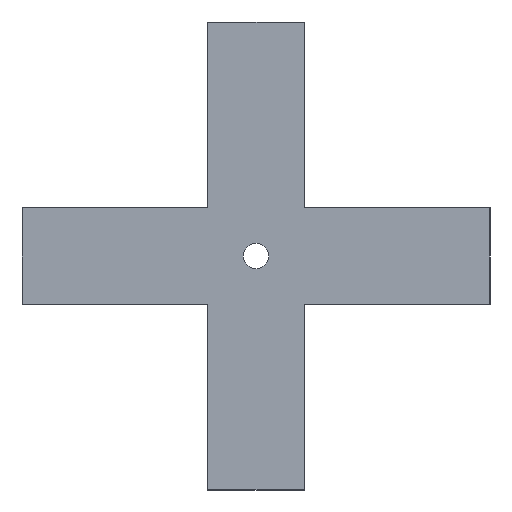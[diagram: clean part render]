
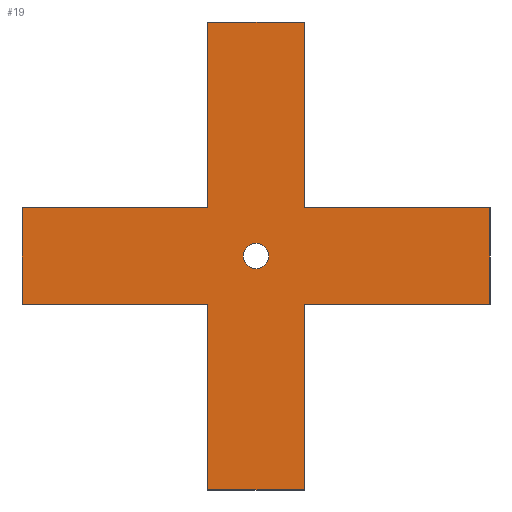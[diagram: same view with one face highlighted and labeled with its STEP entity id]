
A CAD part, front view. The second image highlights one B-rep face of the part: STEP entity #19.
In plain terms, the highlighted planar face has unit normal (0, -1, 0).
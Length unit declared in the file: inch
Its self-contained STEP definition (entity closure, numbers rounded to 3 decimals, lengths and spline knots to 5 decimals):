
#6 = CARTESIAN_POINT ( 'NONE',  ( -0.35, 0., 0.35 ) ) ;
#8 = AXIS2_PLACEMENT_3D ( 'NONE', #541, #94, #222 ) ;
#16 = FACE_OUTER_BOUND ( 'NONE', #459, .T. ) ;
#17 = EDGE_CURVE ( 'NONE', #456, #431, #147, .T. ) ;
#19 = ADVANCED_FACE ( 'NONE', ( #85, #16 ), #287, .F. ) ;
#24 = EDGE_CURVE ( 'NONE', #152, #456, #154, .T. ) ;
#35 = CIRCLE ( 'NONE', #137, 0.092 ) ;
#38 = ORIENTED_EDGE ( 'NONE', *, *, #609, .F. ) ;
#41 = CARTESIAN_POINT ( 'NONE',  ( -0.35, 0., 1.7 ) ) ;
#43 = VERTEX_POINT ( 'NONE', #483 ) ;
#46 = LINE ( 'NONE', #840, #737 ) ;
#60 = DIRECTION ( 'NONE',  ( 0., 0., 1. ) ) ;
#64 = LINE ( 'NONE', #331, #284 ) ;
#81 = LINE ( 'NONE', #217, #593 ) ;
#85 = FACE_BOUND ( 'NONE', #450, .T. ) ;
#87 = ORIENTED_EDGE ( 'NONE', *, *, #387, .T. ) ;
#94 = DIRECTION ( 'NONE',  ( 0., 1., 0. ) ) ;
#99 = LINE ( 'NONE', #153, #602 ) ;
#113 = LINE ( 'NONE', #243, #159 ) ;
#122 = DIRECTION ( 'NONE',  ( 0., 0., 1. ) ) ;
#127 = VERTEX_POINT ( 'NONE', #168 ) ;
#129 = CARTESIAN_POINT ( 'NONE',  ( -0.35, 0., 0. ) ) ;
#137 = AXIS2_PLACEMENT_3D ( 'NONE', #594, #214, #477 ) ;
#138 = DIRECTION ( 'NONE',  ( 1., 0., 0. ) ) ;
#144 = ORIENTED_EDGE ( 'NONE', *, *, #804, .F. ) ;
#147 = LINE ( 'NONE', #666, #273 ) ;
#152 = VERTEX_POINT ( 'NONE', #775 ) ;
#153 = CARTESIAN_POINT ( 'NONE',  ( 1.7, 0., 0. ) ) ;
#154 = LINE ( 'NONE', #412, #389 ) ;
#159 = VECTOR ( 'NONE', #731, 39.37008 ) ;
#166 = ORIENTED_EDGE ( 'NONE', *, *, #465, .T. ) ;
#168 = CARTESIAN_POINT ( 'NONE',  ( 0., 0., 0.092 ) ) ;
#173 = CARTESIAN_POINT ( 'NONE',  ( 0., 0., -0.35 ) ) ;
#188 = CARTESIAN_POINT ( 'NONE',  ( 1.7, 0., 0.35 ) ) ;
#190 = VERTEX_POINT ( 'NONE', #390 ) ;
#200 = VERTEX_POINT ( 'NONE', #589 ) ;
#202 = EDGE_CURVE ( 'NONE', #127, #190, #713, .T. ) ;
#204 = VERTEX_POINT ( 'NONE', #188 ) ;
#214 = DIRECTION ( 'NONE',  ( 0., 1., 0. ) ) ;
#217 = CARTESIAN_POINT ( 'NONE',  ( 0., 0., -0.35 ) ) ;
#222 = DIRECTION ( 'NONE',  ( 0., 0., 1. ) ) ;
#225 = DIRECTION ( 'NONE',  ( 1., 0., 0. ) ) ;
#228 = LINE ( 'NONE', #173, #569 ) ;
#235 = EDGE_CURVE ( 'NONE', #275, #464, #651, .T. ) ;
#243 = CARTESIAN_POINT ( 'NONE',  ( -1.7, 0., 0. ) ) ;
#254 = DIRECTION ( 'NONE',  ( 0., 0., 1. ) ) ;
#269 = EDGE_CURVE ( 'NONE', #584, #275, #64, .T. ) ;
#272 = ORIENTED_EDGE ( 'NONE', *, *, #409, .F. ) ;
#273 = VECTOR ( 'NONE', #341, 39.37008 ) ;
#275 = VERTEX_POINT ( 'NONE', #6 ) ;
#284 = VECTOR ( 'NONE', #792, 39.37008 ) ;
#287 = PLANE ( 'NONE',  #8 ) ;
#300 = EDGE_CURVE ( 'NONE', #431, #43, #81, .T. ) ;
#302 = CARTESIAN_POINT ( 'NONE',  ( 0.35, 0., -1.7 ) ) ;
#306 = LINE ( 'NONE', #381, #771 ) ;
#307 = ORIENTED_EDGE ( 'NONE', *, *, #17, .T. ) ;
#314 = EDGE_CURVE ( 'NONE', #464, #661, #466, .T. ) ;
#322 = VECTOR ( 'NONE', #660, 39.37008 ) ;
#327 = ORIENTED_EDGE ( 'NONE', *, *, #202, .T. ) ;
#331 = CARTESIAN_POINT ( 'NONE',  ( 0., 0., 0.35 ) ) ;
#332 = VERTEX_POINT ( 'NONE', #473 ) ;
#341 = DIRECTION ( 'NONE',  ( 0., 0., 1. ) ) ;
#373 = DIRECTION ( 'NONE',  ( 0., 0., 1. ) ) ;
#374 = ORIENTED_EDGE ( 'NONE', *, *, #314, .F. ) ;
#381 = CARTESIAN_POINT ( 'NONE',  ( 0., 0., 0.35 ) ) ;
#383 = ORIENTED_EDGE ( 'NONE', *, *, #476, .T. ) ;
#387 = EDGE_CURVE ( 'NONE', #190, #127, #35, .T. ) ;
#389 = VECTOR ( 'NONE', #671, 39.37008 ) ;
#390 = CARTESIAN_POINT ( 'NONE',  ( 0., 0., -0.092 ) ) ;
#396 = DIRECTION ( 'NONE',  ( 0., 1., 0. ) ) ;
#409 = EDGE_CURVE ( 'NONE', #668, #584, #113, .T. ) ;
#412 = CARTESIAN_POINT ( 'NONE',  ( 0., 0., -1.7 ) ) ;
#415 = VECTOR ( 'NONE', #60, 39.37008 ) ;
#426 = ORIENTED_EDGE ( 'NONE', *, *, #269, .F. ) ;
#431 = VERTEX_POINT ( 'NONE', #493 ) ;
#450 = EDGE_LOOP ( 'NONE', ( #87, #327 ) ) ;
#456 = VERTEX_POINT ( 'NONE', #302 ) ;
#459 = EDGE_LOOP ( 'NONE', ( #426, #272, #166, #38, #563, #307, #635, #383, #144, #818, #374, #605 ) ) ;
#460 = AXIS2_PLACEMENT_3D ( 'NONE', #585, #396, #254 ) ;
#464 = VERTEX_POINT ( 'NONE', #41 ) ;
#465 = EDGE_CURVE ( 'NONE', #668, #200, #228, .T. ) ;
#466 = LINE ( 'NONE', #786, #322 ) ;
#473 = CARTESIAN_POINT ( 'NONE',  ( 0.35, 0., 0.35 ) ) ;
#476 = EDGE_CURVE ( 'NONE', #43, #204, #99, .T. ) ;
#477 = DIRECTION ( 'NONE',  ( 0., 0., 1. ) ) ;
#483 = CARTESIAN_POINT ( 'NONE',  ( 1.7, 0., -0.35 ) ) ;
#493 = CARTESIAN_POINT ( 'NONE',  ( 0.35, 0., -0.35 ) ) ;
#541 = CARTESIAN_POINT ( 'NONE',  ( 0., 0., 0. ) ) ;
#563 = ORIENTED_EDGE ( 'NONE', *, *, #24, .T. ) ;
#564 = CARTESIAN_POINT ( 'NONE',  ( -1.7, 0., -0.35 ) ) ;
#569 = VECTOR ( 'NONE', #225, 39.37008 ) ;
#571 = CARTESIAN_POINT ( 'NONE',  ( -0.35, 0., 0. ) ) ;
#584 = VERTEX_POINT ( 'NONE', #835 ) ;
#585 = CARTESIAN_POINT ( 'NONE',  ( 0., 0., 0. ) ) ;
#589 = CARTESIAN_POINT ( 'NONE',  ( -0.35, 0., -0.35 ) ) ;
#593 = VECTOR ( 'NONE', #138, 39.37008 ) ;
#594 = CARTESIAN_POINT ( 'NONE',  ( 0., 0., 0. ) ) ;
#602 = VECTOR ( 'NONE', #624, 39.37008 ) ;
#605 = ORIENTED_EDGE ( 'NONE', *, *, #235, .F. ) ;
#609 = EDGE_CURVE ( 'NONE', #152, #200, #770, .T. ) ;
#618 = VECTOR ( 'NONE', #122, 39.37008 ) ;
#621 = DIRECTION ( 'NONE',  ( 1., 0., 0. ) ) ;
#624 = DIRECTION ( 'NONE',  ( 0., 0., 1. ) ) ;
#635 = ORIENTED_EDGE ( 'NONE', *, *, #300, .T. ) ;
#646 = CARTESIAN_POINT ( 'NONE',  ( 0.35, 0., 1.7 ) ) ;
#651 = LINE ( 'NONE', #571, #415 ) ;
#660 = DIRECTION ( 'NONE',  ( 1., 0., 0. ) ) ;
#661 = VERTEX_POINT ( 'NONE', #646 ) ;
#666 = CARTESIAN_POINT ( 'NONE',  ( 0.35, 0., 0. ) ) ;
#668 = VERTEX_POINT ( 'NONE', #564 ) ;
#671 = DIRECTION ( 'NONE',  ( 1., 0., 0. ) ) ;
#691 = EDGE_CURVE ( 'NONE', #332, #661, #46, .T. ) ;
#713 = CIRCLE ( 'NONE', #460, 0.092 ) ;
#731 = DIRECTION ( 'NONE',  ( 0., 0., 1. ) ) ;
#737 = VECTOR ( 'NONE', #373, 39.37008 ) ;
#770 = LINE ( 'NONE', #129, #618 ) ;
#771 = VECTOR ( 'NONE', #621, 39.37008 ) ;
#775 = CARTESIAN_POINT ( 'NONE',  ( -0.35, 0., -1.7 ) ) ;
#786 = CARTESIAN_POINT ( 'NONE',  ( 0., 0., 1.7 ) ) ;
#792 = DIRECTION ( 'NONE',  ( 1., 0., 0. ) ) ;
#804 = EDGE_CURVE ( 'NONE', #332, #204, #306, .T. ) ;
#818 = ORIENTED_EDGE ( 'NONE', *, *, #691, .T. ) ;
#835 = CARTESIAN_POINT ( 'NONE',  ( -1.7, 0., 0.35 ) ) ;
#840 = CARTESIAN_POINT ( 'NONE',  ( 0.35, 0., 0. ) ) ;
